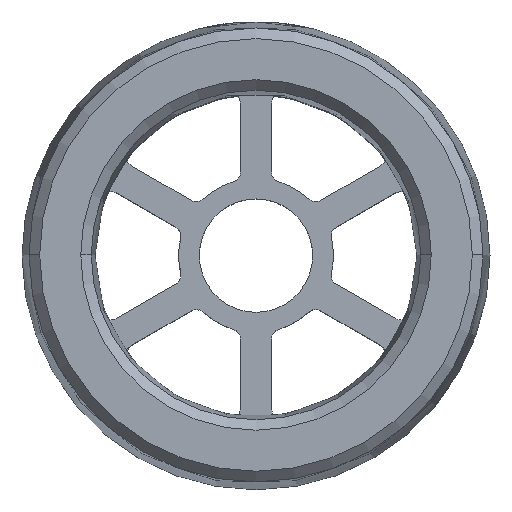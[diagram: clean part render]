
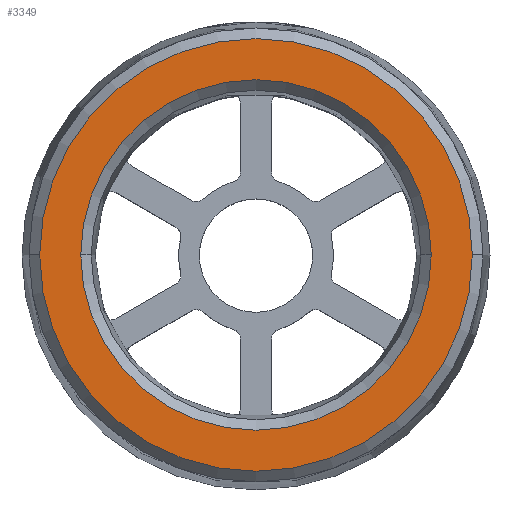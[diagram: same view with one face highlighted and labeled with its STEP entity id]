
A CAD part, top view. The second image highlights one B-rep face of the part: STEP entity #3349.
In plain terms, the highlighted planar face has unit normal (0, 0, 1).
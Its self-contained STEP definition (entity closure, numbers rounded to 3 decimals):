
#114 = AXIS2_PLACEMENT_3D ( 'NONE', #1897, #2792, #3052 ) ;
#177 = FACE_BOUND ( 'NONE', #3248, .T. ) ;
#411 = DIRECTION ( 'NONE',  ( 0., 0., 1. ) ) ;
#417 = FACE_OUTER_BOUND ( 'NONE', #1154, .T. ) ;
#448 = CARTESIAN_POINT ( 'NONE',  ( 0., 0., 22.5 ) ) ;
#470 = PLANE ( 'NONE',  #1131 ) ;
#559 = CARTESIAN_POINT ( 'NONE',  ( 0., 0., 22.5 ) ) ;
#723 = DIRECTION ( 'NONE',  ( 1., 0., 0. ) ) ;
#825 = AXIS2_PLACEMENT_3D ( 'NONE', #2698, #411, #723 ) ;
#950 = AXIS2_PLACEMENT_3D ( 'NONE', #3423, #2895, #2564 ) ;
#1100 = CIRCLE ( 'NONE', #3549, 10.491 ) ;
#1131 = AXIS2_PLACEMENT_3D ( 'NONE', #448, #2680, #3522 ) ;
#1154 = EDGE_LOOP ( 'NONE', ( #2622, #2094 ) ) ;
#1299 = ORIENTED_EDGE ( 'NONE', *, *, #2407, .T. ) ;
#1332 = ORIENTED_EDGE ( 'NONE', *, *, #2281, .T. ) ;
#1541 = CARTESIAN_POINT ( 'NONE',  ( -8.5, 0., 22.5 ) ) ;
#1615 = CIRCLE ( 'NONE', #114, 8.5 ) ;
#1897 = CARTESIAN_POINT ( 'NONE',  ( 0., 0., 22.5 ) ) ;
#2022 = EDGE_CURVE ( 'NONE', #2852, #2877, #1100, .T. ) ;
#2052 = DIRECTION ( 'NONE',  ( 0., 0., 1. ) ) ;
#2094 = ORIENTED_EDGE ( 'NONE', *, *, #2022, .T. ) ;
#2139 = CARTESIAN_POINT ( 'NONE',  ( -10.491, 0., 22.5 ) ) ;
#2268 = CIRCLE ( 'NONE', #825, 10.491 ) ;
#2281 = EDGE_CURVE ( 'NONE', #3416, #2378, #1615, .T. ) ;
#2378 = VERTEX_POINT ( 'NONE', #3458 ) ;
#2407 = EDGE_CURVE ( 'NONE', #2378, #3416, #2570, .T. ) ;
#2533 = EDGE_CURVE ( 'NONE', #2877, #2852, #2268, .T. ) ;
#2564 = DIRECTION ( 'NONE',  ( 1., 0., 0. ) ) ;
#2570 = CIRCLE ( 'NONE', #950, 8.5 ) ;
#2622 = ORIENTED_EDGE ( 'NONE', *, *, #2533, .T. ) ;
#2680 = DIRECTION ( 'NONE',  ( 0., 0., 1. ) ) ;
#2698 = CARTESIAN_POINT ( 'NONE',  ( 0., 0., 22.5 ) ) ;
#2792 = DIRECTION ( 'NONE',  ( 0., 0., -1. ) ) ;
#2852 = VERTEX_POINT ( 'NONE', #3472 ) ;
#2877 = VERTEX_POINT ( 'NONE', #2139 ) ;
#2895 = DIRECTION ( 'NONE',  ( 0., 0., -1. ) ) ;
#2899 = DIRECTION ( 'NONE',  ( 1., 0., 0. ) ) ;
#3052 = DIRECTION ( 'NONE',  ( 1., 0., 0. ) ) ;
#3248 = EDGE_LOOP ( 'NONE', ( #1299, #1332 ) ) ;
#3349 = ADVANCED_FACE ( 'NONE', ( #417, #177 ), #470, .T. ) ;
#3416 = VERTEX_POINT ( 'NONE', #1541 ) ;
#3423 = CARTESIAN_POINT ( 'NONE',  ( 0., 0., 22.5 ) ) ;
#3458 = CARTESIAN_POINT ( 'NONE',  ( 8.5, 0., 22.5 ) ) ;
#3472 = CARTESIAN_POINT ( 'NONE',  ( 10.491, 0., 22.5 ) ) ;
#3522 = DIRECTION ( 'NONE',  ( 1., 0., 0. ) ) ;
#3549 = AXIS2_PLACEMENT_3D ( 'NONE', #559, #2052, #2899 ) ;
